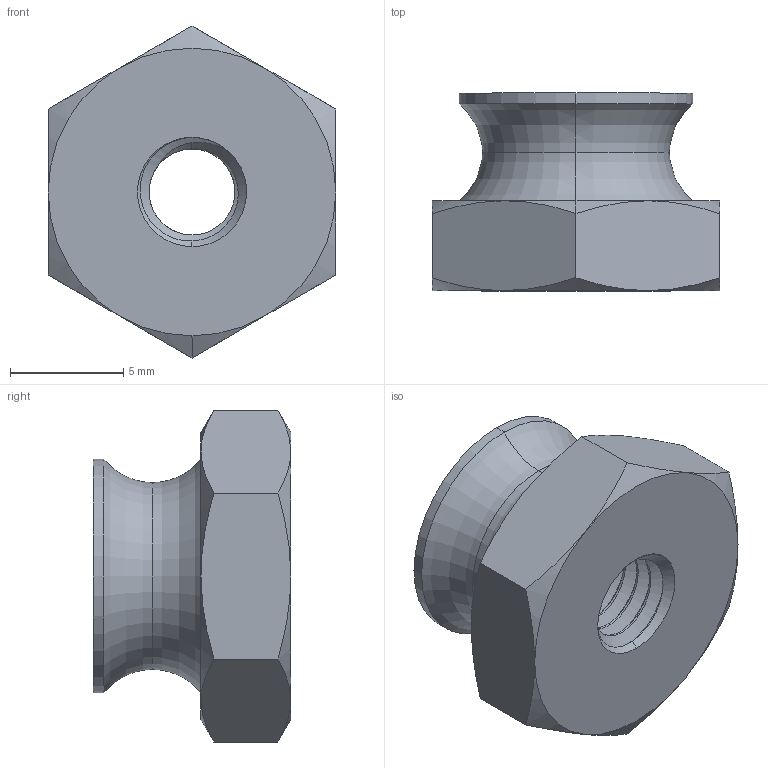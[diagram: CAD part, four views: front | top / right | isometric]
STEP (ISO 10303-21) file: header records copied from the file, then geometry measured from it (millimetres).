
FILE_DESCRIPTION (( 'STEP AP203' ), '1' );
FILE_NAME ('94365A380.step', '2015-04-17T15:46:22', ( '' ), ( '' ), 'SwSTEP 2.0', 'SolidWorks 2010', '' );
FILE_SCHEMA (( 'CONFIG_CONTROL_DESIGN' ));
Length unit declared in the file: inch
Products named in the file (1): 94365A380
Bounding box: 12.7 x 8.73 x 14.66 mm (x, y, z)
Volume: 726.8 mm3; surface area: 764 mm2
Topology: 1 solids, 1 shells, 80 faces, 207 edges, 130 vertices
Faces by surface type: cylinder 45, cone 20, plane 9, torus 4, bspline 2
Entity records: 3898 total; most frequent: CARTESIAN_POINT 2169, ORIENTED_EDGE 414, DIRECTION 281, EDGE_CURVE 207, VERTEX_POINT 130, AXIS2_PLACEMENT_3D 113, EDGE_LOOP 83, FACE_OUTER_BOUND 80
